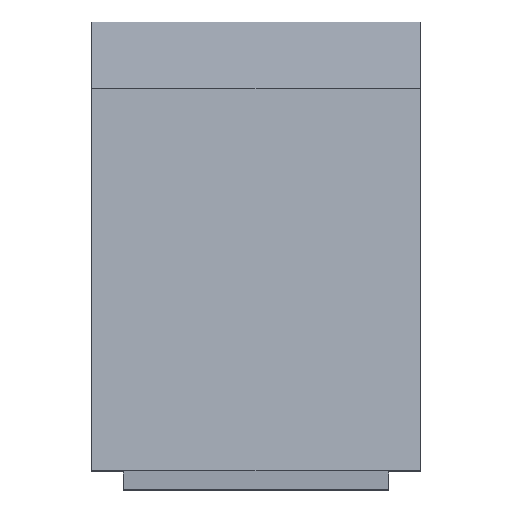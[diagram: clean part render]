
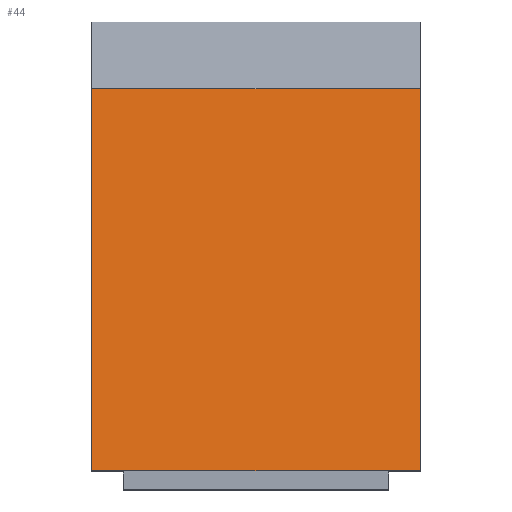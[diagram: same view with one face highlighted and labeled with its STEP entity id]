
A CAD part, top view. The second image highlights one B-rep face of the part: STEP entity #44.
In plain terms, the highlighted planar face has unit normal (0, 0.128, 0.992).
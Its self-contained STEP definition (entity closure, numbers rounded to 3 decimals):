
#25 = EDGE_CURVE ( 'NONE', #35, #230, #328, .T. ) ;
#29 = EDGE_CURVE ( 'NONE', #230, #74, #364, .T. ) ;
#35 = VERTEX_POINT ( 'NONE', #193 ) ;
#44 = ADVANCED_FACE ( 'NONE', ( #165 ), #145, .F. ) ;
#50 = CARTESIAN_POINT ( 'NONE',  ( 130., -146., 131. ) ) ;
#51 = VECTOR ( 'NONE', #323, 1000. ) ;
#66 = ORIENTED_EDGE ( 'NONE', *, *, #416, .F. ) ;
#74 = VERTEX_POINT ( 'NONE', #169 ) ;
#93 = DIRECTION ( 'NONE',  ( 0., -0.992, 0.128 ) ) ;
#104 = CARTESIAN_POINT ( 'NONE',  ( 130., 155.884, 92. ) ) ;
#111 = VERTEX_POINT ( 'NONE', #421 ) ;
#145 = PLANE ( 'NONE',  #156 ) ;
#156 = AXIS2_PLACEMENT_3D ( 'NONE', #104, #317, #325 ) ;
#160 = EDGE_LOOP ( 'NONE', ( #248, #187, #66, #162 ) ) ;
#162 = ORIENTED_EDGE ( 'NONE', *, *, #25, .T. ) ;
#165 = FACE_OUTER_BOUND ( 'NONE', #160, .T. ) ;
#169 = CARTESIAN_POINT ( 'NONE',  ( -130., -146., 131. ) ) ;
#178 = DIRECTION ( 'NONE',  ( -1., 0., 0. ) ) ;
#179 = CARTESIAN_POINT ( 'NONE',  ( 130., 155.884, 92. ) ) ;
#187 = ORIENTED_EDGE ( 'NONE', *, *, #273, .F. ) ;
#189 = DIRECTION ( 'NONE',  ( 0., -0.992, 0.128 ) ) ;
#193 = CARTESIAN_POINT ( 'NONE',  ( 130., 155.884, 92. ) ) ;
#230 = VERTEX_POINT ( 'NONE', #417 ) ;
#248 = ORIENTED_EDGE ( 'NONE', *, *, #29, .T. ) ;
#251 = LINE ( 'NONE', #50, #51 ) ;
#265 = LINE ( 'NONE', #322, #413 ) ;
#272 = CARTESIAN_POINT ( 'NONE',  ( -130., 155.884, 92. ) ) ;
#273 = EDGE_CURVE ( 'NONE', #111, #74, #251, .T. ) ;
#317 = DIRECTION ( 'NONE',  ( 0., -0.128, -0.992 ) ) ;
#322 = CARTESIAN_POINT ( 'NONE',  ( 130., 155.884, 92. ) ) ;
#323 = DIRECTION ( 'NONE',  ( -1., 0., 0. ) ) ;
#325 = DIRECTION ( 'NONE',  ( 0., 0.992, -0.128 ) ) ;
#328 = LINE ( 'NONE', #179, #355 ) ;
#355 = VECTOR ( 'NONE', #178, 1000. ) ;
#364 = LINE ( 'NONE', #272, #382 ) ;
#382 = VECTOR ( 'NONE', #189, 1000. ) ;
#413 = VECTOR ( 'NONE', #93, 1000. ) ;
#416 = EDGE_CURVE ( 'NONE', #35, #111, #265, .T. ) ;
#417 = CARTESIAN_POINT ( 'NONE',  ( -130., 155.884, 92. ) ) ;
#421 = CARTESIAN_POINT ( 'NONE',  ( 130., -146., 131. ) ) ;
